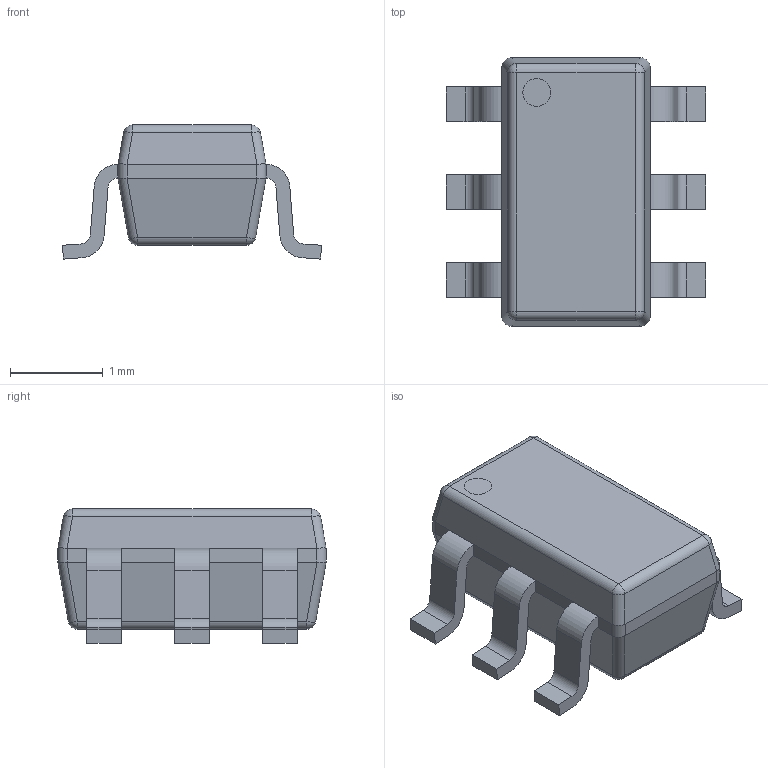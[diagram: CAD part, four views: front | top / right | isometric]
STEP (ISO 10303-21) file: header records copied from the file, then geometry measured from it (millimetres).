
FILE_DESCRIPTION(/* description */ (''),/* implementation_level */ '2;1');
FILE_NAME(/* name */ 'SOT-23-6.step',/* time_stamp */ '2021-08-12T02:48:02+08:00',/* author */ (''),/* organization */ (''),/* preprocessor_version */ 'ST-DEVELOPER v18.1',/* originating_system */ 'Autodesk Translation Framework v10.9.0.1377',/* authorisation */ '');
FILE_SCHEMA (('AUTOMOTIVE_DESIGN { 1 0 10303 214 3 1 1 }'));
Length unit declared in the file: millimetre
Products named in the file (1): (Unsaved)
Bounding box: 2.8 x 2.9 x 1.45 mm (x, y, z)
Volume: 5.9 mm3; surface area: 27.2 mm2
Topology: 8 solids, 8 shells, 119 faces, 290 edges, 180 vertices
Faces by surface type: plane 65, cylinder 46, sphere 8
Full cylindrical faces by diameter (mm): 0.3 x2
Entity records: 3456 total; most frequent: DIRECTION 606, CARTESIAN_POINT 606, ORIENTED_EDGE 564, EDGE_CURVE 282, AXIS2_PLACEMENT_3D 212, LINE 182, VECTOR 182, VERTEX_POINT 180
